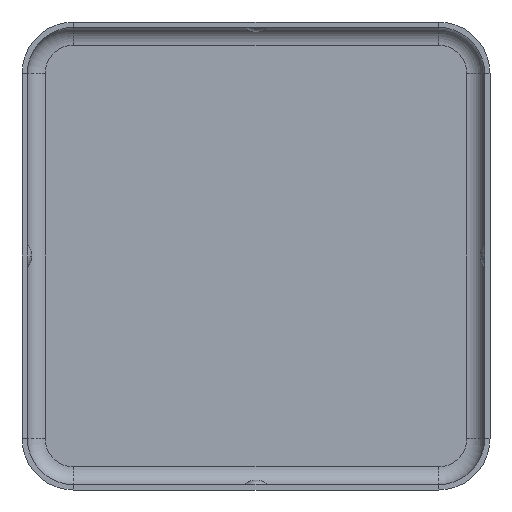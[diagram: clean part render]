
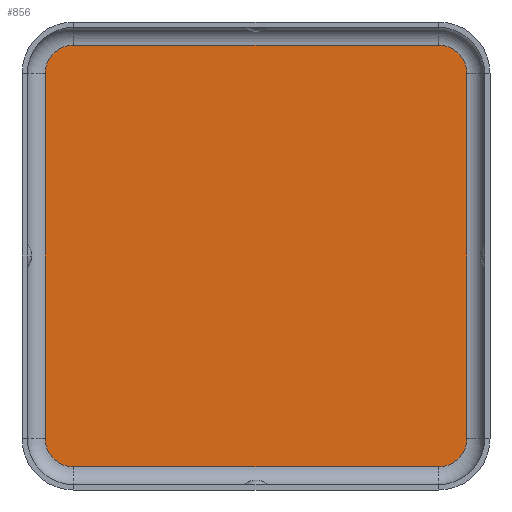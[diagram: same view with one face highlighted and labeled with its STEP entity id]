
A CAD part, front view. The second image highlights one B-rep face of the part: STEP entity #856.
In plain terms, the highlighted planar face has unit normal (0, -1, 0).
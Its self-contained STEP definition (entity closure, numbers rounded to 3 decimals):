
#38 = EDGE_CURVE ( 'NONE', #319, #907, #1437, .T. ) ;
#85 = DIRECTION ( 'NONE',  ( 0., -1., 0. ) ) ;
#95 = EDGE_LOOP ( 'NONE', ( #942, #1456, #925, #655, #1584, #396, #822, #1606 ) ) ;
#98 = VERTEX_POINT ( 'NONE', #1186 ) ;
#115 = LINE ( 'NONE', #1214, #1067 ) ;
#133 = CIRCLE ( 'NONE', #782, 1.6 ) ;
#171 = DIRECTION ( 'NONE',  ( 0., -1., 0. ) ) ;
#208 = VECTOR ( 'NONE', #821, 1000. ) ;
#215 = EDGE_CURVE ( 'NONE', #907, #535, #115, .T. ) ;
#223 = CARTESIAN_POINT ( 'NONE',  ( -11.85, 0., 10.25 ) ) ;
#233 = DIRECTION ( 'NONE',  ( 0., 0., 1. ) ) ;
#247 = DIRECTION ( 'NONE',  ( 0., 0., -1. ) ) ;
#288 = CARTESIAN_POINT ( 'NONE',  ( 11.85, 0., 0. ) ) ;
#290 = DIRECTION ( 'NONE',  ( 0., 0., -1. ) ) ;
#303 = AXIS2_PLACEMENT_3D ( 'NONE', #1448, #1567, #713 ) ;
#319 = VERTEX_POINT ( 'NONE', #986 ) ;
#342 = PLANE ( 'NONE',  #963 ) ;
#361 = VERTEX_POINT ( 'NONE', #749 ) ;
#396 = ORIENTED_EDGE ( 'NONE', *, *, #755, .F. ) ;
#427 = CARTESIAN_POINT ( 'NONE',  ( -10.25, 0., -11.85 ) ) ;
#432 = VERTEX_POINT ( 'NONE', #1018 ) ;
#451 = CARTESIAN_POINT ( 'NONE',  ( 10.25, 0., -10.25 ) ) ;
#454 = CARTESIAN_POINT ( 'NONE',  ( -11.85, 0., 0. ) ) ;
#535 = VERTEX_POINT ( 'NONE', #427 ) ;
#566 = DIRECTION ( 'NONE',  ( 0., -1., 0. ) ) ;
#571 = CIRCLE ( 'NONE', #303, 1.6 ) ;
#634 = VERTEX_POINT ( 'NONE', #929 ) ;
#655 = ORIENTED_EDGE ( 'NONE', *, *, #1019, .T. ) ;
#668 = EDGE_CURVE ( 'NONE', #1527, #432, #724, .T. ) ;
#697 = AXIS2_PLACEMENT_3D ( 'NONE', #451, #1442, #701 ) ;
#699 = DIRECTION ( 'NONE',  ( 0., 0., -1. ) ) ;
#701 = DIRECTION ( 'NONE',  ( 0., 0., 1. ) ) ;
#713 = DIRECTION ( 'NONE',  ( 0., 0., -1. ) ) ;
#724 = LINE ( 'NONE', #454, #1270 ) ;
#749 = CARTESIAN_POINT ( 'NONE',  ( 11.85, 0., 10.25 ) ) ;
#750 = EDGE_CURVE ( 'NONE', #98, #634, #1011, .T. ) ;
#755 = EDGE_CURVE ( 'NONE', #1527, #634, #571, .T. ) ;
#777 = DIRECTION ( 'NONE',  ( 0., 0., -1. ) ) ;
#782 = AXIS2_PLACEMENT_3D ( 'NONE', #1399, #171, #290 ) ;
#821 = DIRECTION ( 'NONE',  ( -1., 0., 0. ) ) ;
#822 = ORIENTED_EDGE ( 'NONE', *, *, #668, .T. ) ;
#853 = DIRECTION ( 'NONE',  ( -1., 0., 0. ) ) ;
#856 = ADVANCED_FACE ( 'NONE', ( #1127 ), #342, .T. ) ;
#861 = VECTOR ( 'NONE', #777, 1000. ) ;
#907 = VERTEX_POINT ( 'NONE', #1157 ) ;
#925 = ORIENTED_EDGE ( 'NONE', *, *, #933, .F. ) ;
#929 = CARTESIAN_POINT ( 'NONE',  ( -10.25, 0., 11.85 ) ) ;
#933 = EDGE_CURVE ( 'NONE', #361, #319, #1223, .T. ) ;
#942 = ORIENTED_EDGE ( 'NONE', *, *, #215, .F. ) ;
#960 = CARTESIAN_POINT ( 'NONE',  ( 10.25, 0., -10.25 ) ) ;
#963 = AXIS2_PLACEMENT_3D ( 'NONE', #960, #85, #247 ) ;
#986 = CARTESIAN_POINT ( 'NONE',  ( 11.85, 0., -10.25 ) ) ;
#1011 = LINE ( 'NONE', #1194, #208 ) ;
#1018 = CARTESIAN_POINT ( 'NONE',  ( -11.85, 0., -10.25 ) ) ;
#1019 = EDGE_CURVE ( 'NONE', #361, #98, #133, .T. ) ;
#1067 = VECTOR ( 'NONE', #853, 1000. ) ;
#1069 = CARTESIAN_POINT ( 'NONE',  ( -10.25, 0., -10.25 ) ) ;
#1127 = FACE_OUTER_BOUND ( 'NONE', #95, .T. ) ;
#1157 = CARTESIAN_POINT ( 'NONE',  ( 10.25, 0., -11.85 ) ) ;
#1186 = CARTESIAN_POINT ( 'NONE',  ( 10.25, 0., 11.85 ) ) ;
#1194 = CARTESIAN_POINT ( 'NONE',  ( 10.25, 0., 11.85 ) ) ;
#1214 = CARTESIAN_POINT ( 'NONE',  ( 10.25, 0., -11.85 ) ) ;
#1216 = EDGE_CURVE ( 'NONE', #432, #535, #1289, .T. ) ;
#1223 = LINE ( 'NONE', #288, #861 ) ;
#1270 = VECTOR ( 'NONE', #699, 1000. ) ;
#1289 = CIRCLE ( 'NONE', #1471, 1.6 ) ;
#1399 = CARTESIAN_POINT ( 'NONE',  ( 10.25, 0., 10.25 ) ) ;
#1437 = CIRCLE ( 'NONE', #697, 1.6 ) ;
#1442 = DIRECTION ( 'NONE',  ( 0., 1., 0. ) ) ;
#1448 = CARTESIAN_POINT ( 'NONE',  ( -10.25, 0., 10.25 ) ) ;
#1456 = ORIENTED_EDGE ( 'NONE', *, *, #38, .F. ) ;
#1471 = AXIS2_PLACEMENT_3D ( 'NONE', #1069, #566, #233 ) ;
#1527 = VERTEX_POINT ( 'NONE', #223 ) ;
#1567 = DIRECTION ( 'NONE',  ( 0., 1., 0. ) ) ;
#1584 = ORIENTED_EDGE ( 'NONE', *, *, #750, .T. ) ;
#1606 = ORIENTED_EDGE ( 'NONE', *, *, #1216, .T. ) ;
